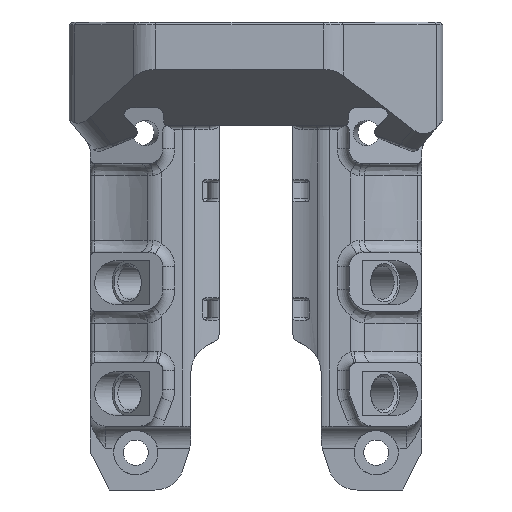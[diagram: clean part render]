
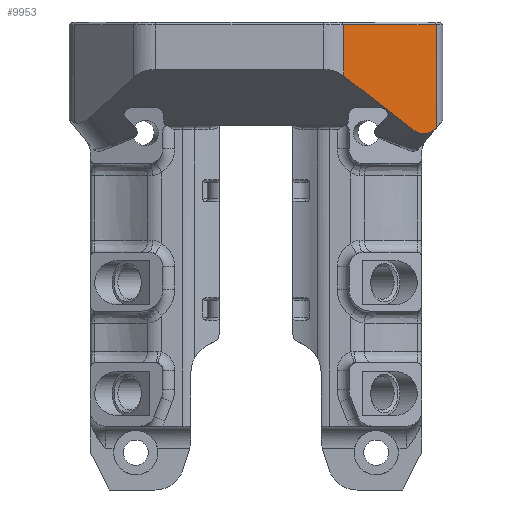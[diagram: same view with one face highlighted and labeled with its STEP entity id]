
A CAD part, front view. The second image highlights one B-rep face of the part: STEP entity #9953.
In plain terms, the highlighted planar face has unit normal (0.688, -0.726, 0).
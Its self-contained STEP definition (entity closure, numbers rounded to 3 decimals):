
#688=ELLIPSE('',#10690,5.618,4.6);
#875=PLANE('',#10736);
#1199=FACE_OUTER_BOUND('',#1815,.T.);
#1815=EDGE_LOOP('',(#7654,#7655,#7656,#7657,#7658));
#2420=LINE('',#15202,#3154);
#2582=LINE('',#19085,#3316);
#2583=LINE('',#19089,#3317);
#2584=LINE('',#19090,#3318);
#3154=VECTOR('',#11897,14.723);
#3316=VECTOR('',#12463,13.938);
#3317=VECTOR('',#12468,17.188);
#3318=VECTOR('',#12469,6.908);
#4405=VERTEX_POINT('',#15199);
#4406=VERTEX_POINT('',#15201);
#4562=VERTEX_POINT('',#18733);
#4596=VERTEX_POINT('',#19074);
#4597=VERTEX_POINT('',#19088);
#5413=EDGE_CURVE('',#4405,#4406,#2420,.T.);
#5663=EDGE_CURVE('',#4405,#4562,#688,.T.);
#5731=EDGE_CURVE('',#4596,#4562,#2582,.T.);
#5733=EDGE_CURVE('',#4596,#4597,#2583,.T.);
#5734=EDGE_CURVE('',#4597,#4406,#2584,.T.);
#7654=ORIENTED_EDGE('',*,*,#5731,.F.);
#7655=ORIENTED_EDGE('',*,*,#5733,.T.);
#7656=ORIENTED_EDGE('',*,*,#5734,.T.);
#7657=ORIENTED_EDGE('',*,*,#5413,.F.);
#7658=ORIENTED_EDGE('',*,*,#5663,.T.);
#9953=ADVANCED_FACE('',(#1199),#875,.T.);
#10690=AXIS2_PLACEMENT_3D('',#18734,#12331,#12332);
#10736=AXIS2_PLACEMENT_3D('',#19087,#12466,#12467);
#11897=DIRECTION('',(-0.633,-0.599,0.49));
#12331=DIRECTION('center_axis',(0.688,-0.726,0.));
#12332=DIRECTION('ref_axis',(0.163,0.155,-0.974));
#12463=DIRECTION('',(0.,0.,-1.));
#12466=DIRECTION('center_axis',(0.688,-0.726,0.));
#12467=DIRECTION('ref_axis',(0.,0.,-1.));
#12468=DIRECTION('',(-0.726,-0.688,0.));
#12469=DIRECTION('',(0.,0.,-1.));
#15199=CARTESIAN_POINT('',(21.199,54.867,59.799));
#15201=CARTESIAN_POINT('',(11.882,46.045,67.02));
#15202=CARTESIAN_POINT('',(21.199,54.867,59.799));
#18733=CARTESIAN_POINT('',(24.363,57.863,59.989));
#18734=CARTESIAN_POINT('Origin',(22.412,56.015,64.804));
#19074=CARTESIAN_POINT('',(24.363,57.863,73.927));
#19085=CARTESIAN_POINT('',(24.363,57.863,73.927));
#19087=CARTESIAN_POINT('Origin',(24.208,57.715,69.327));
#19088=CARTESIAN_POINT('',(11.882,46.045,73.927));
#19089=CARTESIAN_POINT('',(24.363,57.863,73.927));
#19090=CARTESIAN_POINT('',(11.882,46.045,73.927));
